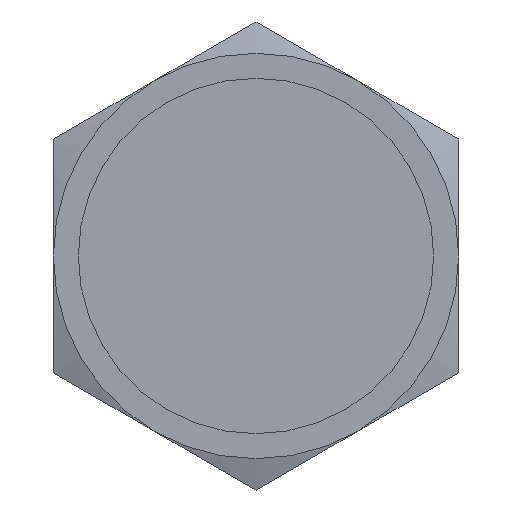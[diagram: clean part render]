
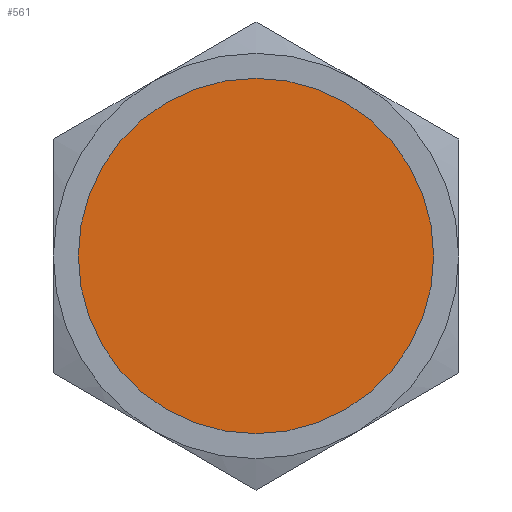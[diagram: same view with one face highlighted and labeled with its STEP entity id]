
A CAD part, front view. The second image highlights one B-rep face of the part: STEP entity #561.
In plain terms, the highlighted planar face has unit normal (0, -1, 0).
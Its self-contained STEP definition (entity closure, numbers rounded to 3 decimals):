
#78=PLANE('',#609);
#170=ORIENTED_EDGE('',*,*,#178,.F.);
#178=EDGE_CURVE('',#227,#227,#258,.T.);
#227=VERTEX_POINT('',#720);
#258=CIRCLE('',#572,8.331);
#303=EDGE_LOOP('',(#170));
#337=FACE_BOUND('',#303,.T.);
#561=ADVANCED_FACE('',(#337),#78,.F.);
#572=AXIS2_PLACEMENT_3D('',#719,#621,#622);
#609=AXIS2_PLACEMENT_3D('',#886,#701,#702);
#621=DIRECTION('',(0.,1.,0.));
#622=DIRECTION('',(0.,0.,1.));
#701=DIRECTION('',(0.,1.,0.));
#702=DIRECTION('',(0.,0.,1.));
#719=CARTESIAN_POINT('',(0.,-8.,0.));
#720=CARTESIAN_POINT('',(0.,-8.,8.331));
#886=CARTESIAN_POINT('',(0.,-8.,0.));
